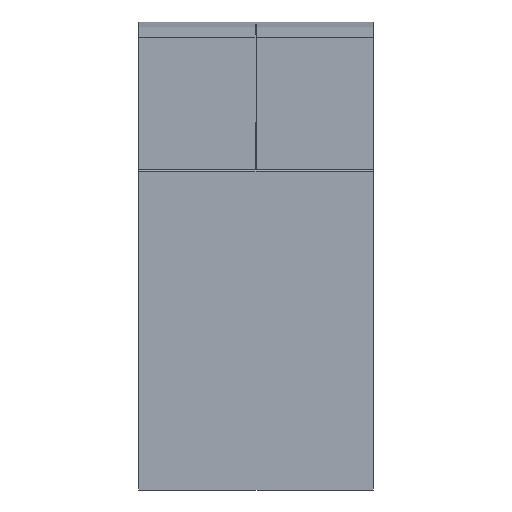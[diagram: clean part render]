
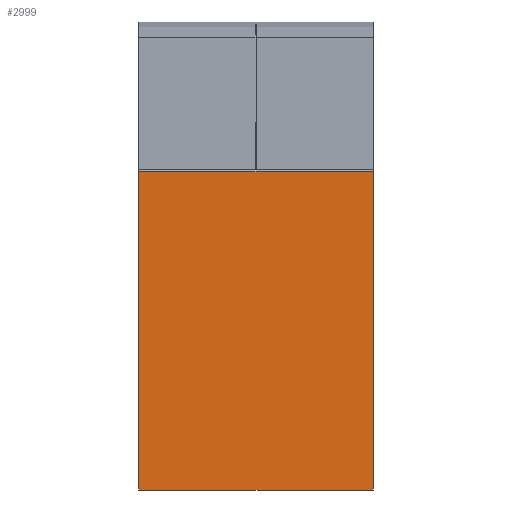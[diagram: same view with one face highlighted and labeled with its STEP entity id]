
A CAD part, front view. The second image highlights one B-rep face of the part: STEP entity #2999.
In plain terms, the highlighted planar face has unit normal (0, -1, 0).
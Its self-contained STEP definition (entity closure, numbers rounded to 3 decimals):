
#2159=CARTESIAN_POINT('',(36.,-43.85,44.101));
#2160=VERTEX_POINT('',#2159);
#2168=CARTESIAN_POINT('',(36.0,-43.85,-4.8));
#2169=VERTEX_POINT('',#2168);
#2170=CARTESIAN_POINT('',(36.0,-43.85,-4.8));
#2171=DIRECTION('',(0.0,0.0,1.0));
#2172=VECTOR('',#2171,48.9);
#2173=LINE('',#2170,#2172);
#2174=EDGE_CURVE('',#2169,#2160,#2173,.T.);
#2956=CARTESIAN_POINT('',(0.,-43.85,44.101));
#2957=VERTEX_POINT('',#2956);
#2965=CARTESIAN_POINT('',(36.,-43.85,44.101));
#2966=DIRECTION('',(-1.0,0.0,0.0));
#2967=VECTOR('',#2966,36.0);
#2968=LINE('',#2965,#2967);
#2969=EDGE_CURVE('',#2160,#2957,#2968,.T.);
#2976=CARTESIAN_POINT('',(18.0,-43.85,-0.799));
#2977=DIRECTION('',(0.0,-1.0,0.0));
#2978=DIRECTION('',(1.0,0.0,0.0));
#2979=AXIS2_PLACEMENT_3D('',#2976,#2977,#2978);
#2980=PLANE('',#2979);
#2981=CARTESIAN_POINT('',(0.0,-43.85,-4.8));
#2982=VERTEX_POINT('',#2981);
#2983=CARTESIAN_POINT('',(0.,-43.85,44.101));
#2984=DIRECTION('',(0.0,0.0,-1.0));
#2985=VECTOR('',#2984,48.9);
#2986=LINE('',#2983,#2985);
#2987=EDGE_CURVE('',#2957,#2982,#2986,.T.);
#2988=ORIENTED_EDGE('',*,*,#2987,.T.);
#2989=CARTESIAN_POINT('',(36.0,-43.85,-4.8));
#2990=DIRECTION('',(-1.0,0.0,0.0));
#2991=VECTOR('',#2990,36.0);
#2992=LINE('',#2989,#2991);
#2993=EDGE_CURVE('',#2169,#2982,#2992,.T.);
#2994=ORIENTED_EDGE('',*,*,#2993,.F.);
#2995=ORIENTED_EDGE('',*,*,#2174,.T.);
#2996=ORIENTED_EDGE('',*,*,#2969,.T.);
#2997=EDGE_LOOP('',(#2988,#2994,#2995,#2996));
#2998=FACE_OUTER_BOUND('',#2997,.T.);
#2999=ADVANCED_FACE('',(#2998),#2980,.T.);
